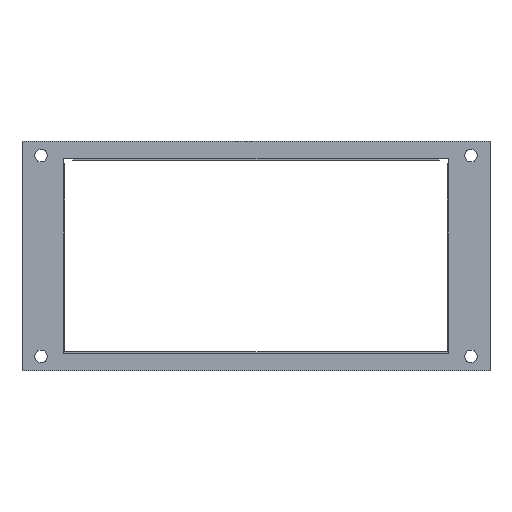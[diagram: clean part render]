
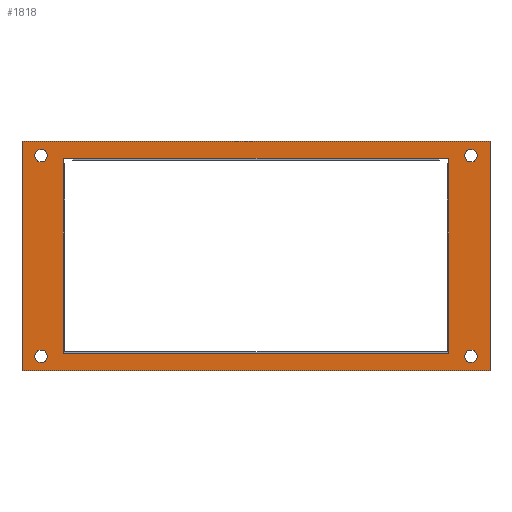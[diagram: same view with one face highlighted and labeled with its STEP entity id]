
A CAD part, top view. The second image highlights one B-rep face of the part: STEP entity #1818.
In plain terms, the highlighted planar face has unit normal (0, 0, 1).
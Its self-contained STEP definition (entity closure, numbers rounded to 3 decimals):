
#10 = LINE ( 'NONE', #4256, #1104 ) ;
#27 = DIRECTION ( 'NONE',  ( 0., 0., 1. ) ) ;
#30 = EDGE_CURVE ( 'NONE', #388, #388, #2593, .T. ) ;
#71 = CARTESIAN_POINT ( 'NONE',  ( -96., 51.01, 0.8 ) ) ;
#74 = CARTESIAN_POINT ( 'NONE',  ( 109.25, 52.5, 0.8 ) ) ;
#127 = VERTEX_POINT ( 'NONE', #74 ) ;
#176 = VERTEX_POINT ( 'NONE', #2225 ) ;
#183 = EDGE_LOOP ( 'NONE', ( #1859 ) ) ;
#209 = VECTOR ( 'NONE', #4269, 1000. ) ;
#221 = EDGE_CURVE ( 'NONE', #262, #262, #407, .T. ) ;
#241 = EDGE_CURVE ( 'NONE', #2569, #2603, #10, .T. ) ;
#262 = VERTEX_POINT ( 'NONE', #1613 ) ;
#358 = ORIENTED_EDGE ( 'NONE', *, *, #2015, .T. ) ;
#370 = CARTESIAN_POINT ( 'NONE',  ( -122.5, 60., 0.8 ) ) ;
#371 = CARTESIAN_POINT ( 'NONE',  ( 112.5, 52.5, 0.8 ) ) ;
#388 = VERTEX_POINT ( 'NONE', #3787 ) ;
#391 = CARTESIAN_POINT ( 'NONE',  ( 96., 51.01, 0.8 ) ) ;
#407 = CIRCLE ( 'NONE', #3998, 3.25 ) ;
#411 = EDGE_LOOP ( 'NONE', ( #3266 ) ) ;
#414 = EDGE_CURVE ( 'NONE', #3282, #2569, #2755, .T. ) ;
#435 = ORIENTED_EDGE ( 'NONE', *, *, #2876, .T. ) ;
#445 = ORIENTED_EDGE ( 'NONE', *, *, #3235, .F. ) ;
#446 = CARTESIAN_POINT ( 'NONE',  ( 101., 51., 0.8 ) ) ;
#453 = FACE_BOUND ( 'NONE', #411, .T. ) ;
#463 = VECTOR ( 'NONE', #3094, 1000. ) ;
#481 = EDGE_LOOP ( 'NONE', ( #445, #2539, #1160, #3519, #2546, #1180, #1883, #4546, #3567, #486 ) ) ;
#485 = CARTESIAN_POINT ( 'NONE',  ( 96., 51., 0.8 ) ) ;
#486 = ORIENTED_EDGE ( 'NONE', *, *, #1175, .F. ) ;
#533 = VECTOR ( 'NONE', #4211, 1000. ) ;
#588 = EDGE_CURVE ( 'NONE', #1165, #2684, #4343, .T. ) ;
#595 = DIRECTION ( 'NONE',  ( 0., 0., 1. ) ) ;
#611 = DIRECTION ( 'NONE',  ( 1., 0., 0. ) ) ;
#613 = CARTESIAN_POINT ( 'NONE',  ( -112.5, 52.5, 0.8 ) ) ;
#636 = VERTEX_POINT ( 'NONE', #370 ) ;
#657 = EDGE_CURVE ( 'NONE', #3038, #1910, #2014, .T. ) ;
#708 = FACE_BOUND ( 'NONE', #481, .T. ) ;
#747 = EDGE_CURVE ( 'NONE', #1573, #1165, #3474, .T. ) ;
#766 = DIRECTION ( 'NONE',  ( -1., 0., 0. ) ) ;
#873 = VECTOR ( 'NONE', #3505, 1000. ) ;
#906 = CARTESIAN_POINT ( 'NONE',  ( -122.5, -60., 0.8 ) ) ;
#1022 = CARTESIAN_POINT ( 'NONE',  ( 122.5, -60., 0.8 ) ) ;
#1066 = CARTESIAN_POINT ( 'NONE',  ( 112.5, -52.5, 0.8 ) ) ;
#1075 = LINE ( 'NONE', #3713, #1930 ) ;
#1079 = VECTOR ( 'NONE', #1296, 1000. ) ;
#1103 = ORIENTED_EDGE ( 'NONE', *, *, #30, .F. ) ;
#1104 = VECTOR ( 'NONE', #4527, 1000. ) ;
#1137 = LINE ( 'NONE', #1825, #2062 ) ;
#1160 = ORIENTED_EDGE ( 'NONE', *, *, #241, .F. ) ;
#1165 = VERTEX_POINT ( 'NONE', #3767 ) ;
#1175 = EDGE_CURVE ( 'NONE', #1280, #1573, #4699, .T. ) ;
#1180 = ORIENTED_EDGE ( 'NONE', *, *, #657, .F. ) ;
#1187 = VERTEX_POINT ( 'NONE', #2378 ) ;
#1224 = EDGE_LOOP ( 'NONE', ( #4425 ) ) ;
#1280 = VERTEX_POINT ( 'NONE', #71 ) ;
#1296 = DIRECTION ( 'NONE',  ( 1., 0., 0. ) ) ;
#1329 = CARTESIAN_POINT ( 'NONE',  ( -122.5, 60., 0.8 ) ) ;
#1384 = CARTESIAN_POINT ( 'NONE',  ( 122.5, 60., 0.8 ) ) ;
#1410 = AXIS2_PLACEMENT_3D ( 'NONE', #1971, #27, #2698 ) ;
#1473 = LINE ( 'NONE', #1384, #4226 ) ;
#1483 = FACE_BOUND ( 'NONE', #1554, .T. ) ;
#1554 = EDGE_LOOP ( 'NONE', ( #1103 ) ) ;
#1573 = VERTEX_POINT ( 'NONE', #4583 ) ;
#1613 = CARTESIAN_POINT ( 'NONE',  ( -109.25, 52.5, 0.8 ) ) ;
#1772 = DIRECTION ( 'NONE',  ( 0., 1., 0. ) ) ;
#1788 = VECTOR ( 'NONE', #3044, 1000. ) ;
#1818 = ADVANCED_FACE ( 'NONE', ( #1483, #2468, #3407, #453, #4234, #708 ), #4443, .T. ) ;
#1825 = CARTESIAN_POINT ( 'NONE',  ( 96., 51., 0.8 ) ) ;
#1859 = ORIENTED_EDGE ( 'NONE', *, *, #221, .F. ) ;
#1868 = CARTESIAN_POINT ( 'NONE',  ( -112.5, -52.5, 0.8 ) ) ;
#1879 = LINE ( 'NONE', #2783, #873 ) ;
#1883 = ORIENTED_EDGE ( 'NONE', *, *, #4646, .F. ) ;
#1888 = LINE ( 'NONE', #2312, #3684 ) ;
#1910 = VERTEX_POINT ( 'NONE', #4498 ) ;
#1916 = DIRECTION ( 'NONE',  ( 0., 1., 0. ) ) ;
#1930 = VECTOR ( 'NONE', #2294, 1000. ) ;
#1971 = CARTESIAN_POINT ( 'NONE',  ( -122.5, -60., 0.8 ) ) ;
#2014 = LINE ( 'NONE', #4233, #209 ) ;
#2015 = EDGE_CURVE ( 'NONE', #636, #4535, #3464, .T. ) ;
#2062 = VECTOR ( 'NONE', #1916, 1000. ) ;
#2078 = DIRECTION ( 'NONE',  ( 0., -1., 0. ) ) ;
#2172 = CARTESIAN_POINT ( 'NONE',  ( -122.5, -60., 0.8 ) ) ;
#2225 = CARTESIAN_POINT ( 'NONE',  ( 122.5, 60., 0.8 ) ) ;
#2240 = DIRECTION ( 'NONE',  ( -1., 0., 0. ) ) ;
#2294 = DIRECTION ( 'NONE',  ( -1., 0., 0. ) ) ;
#2312 = CARTESIAN_POINT ( 'NONE',  ( -101., -51., 0.8 ) ) ;
#2378 = CARTESIAN_POINT ( 'NONE',  ( -115.75, -52.5, 0.8 ) ) ;
#2414 = DIRECTION ( 'NONE',  ( 0., 1., 0. ) ) ;
#2465 = CARTESIAN_POINT ( 'NONE',  ( -122.5, 60., 0.8 ) ) ;
#2468 = FACE_BOUND ( 'NONE', #183, .T. ) ;
#2511 = ORIENTED_EDGE ( 'NONE', *, *, #2778, .T. ) ;
#2524 = VECTOR ( 'NONE', #2078, 1000. ) ;
#2539 = ORIENTED_EDGE ( 'NONE', *, *, #4585, .F. ) ;
#2546 = ORIENTED_EDGE ( 'NONE', *, *, #3527, .F. ) ;
#2569 = VERTEX_POINT ( 'NONE', #446 ) ;
#2571 = VECTOR ( 'NONE', #4224, 1000. ) ;
#2593 = CIRCLE ( 'NONE', #3467, 3.25 ) ;
#2603 = VERTEX_POINT ( 'NONE', #485 ) ;
#2645 = EDGE_CURVE ( 'NONE', #4535, #3678, #3008, .T. ) ;
#2666 = DIRECTION ( 'NONE',  ( 1., 0., 0. ) ) ;
#2684 = VERTEX_POINT ( 'NONE', #4523 ) ;
#2698 = DIRECTION ( 'NONE',  ( 1., 0., 0. ) ) ;
#2755 = LINE ( 'NONE', #3167, #3603 ) ;
#2772 = DIRECTION ( 'NONE',  ( 0., 0., 1. ) ) ;
#2778 = EDGE_CURVE ( 'NONE', #176, #636, #3836, .T. ) ;
#2783 = CARTESIAN_POINT ( 'NONE',  ( -101., -51., 0.8 ) ) ;
#2802 = CARTESIAN_POINT ( 'NONE',  ( -96., 51.01, 0.8 ) ) ;
#2851 = CIRCLE ( 'NONE', #3886, 3.25 ) ;
#2853 = CARTESIAN_POINT ( 'NONE',  ( -101., 51., 0.8 ) ) ;
#2876 = EDGE_CURVE ( 'NONE', #3678, #176, #1473, .T. ) ;
#2985 = DIRECTION ( 'NONE',  ( 0., 0., 1. ) ) ;
#3008 = LINE ( 'NONE', #906, #1079 ) ;
#3038 = VERTEX_POINT ( 'NONE', #3286 ) ;
#3044 = DIRECTION ( 'NONE',  ( 0., -1., 0. ) ) ;
#3070 = EDGE_CURVE ( 'NONE', #1187, #1187, #2851, .T. ) ;
#3094 = DIRECTION ( 'NONE',  ( 0., -1., 0. ) ) ;
#3167 = CARTESIAN_POINT ( 'NONE',  ( 101., 51., 0.8 ) ) ;
#3176 = EDGE_CURVE ( 'NONE', #127, #127, #4169, .T. ) ;
#3235 = EDGE_CURVE ( 'NONE', #4621, #1280, #1075, .T. ) ;
#3244 = ORIENTED_EDGE ( 'NONE', *, *, #2645, .T. ) ;
#3263 = DIRECTION ( 'NONE',  ( 1., 0., 0. ) ) ;
#3266 = ORIENTED_EDGE ( 'NONE', *, *, #3176, .F. ) ;
#3282 = VERTEX_POINT ( 'NONE', #4075 ) ;
#3286 = CARTESIAN_POINT ( 'NONE',  ( -100.8, -51., 0.8 ) ) ;
#3407 = FACE_OUTER_BOUND ( 'NONE', #3813, .T. ) ;
#3464 = LINE ( 'NONE', #1329, #2524 ) ;
#3467 = AXIS2_PLACEMENT_3D ( 'NONE', #1066, #2772, #3263 ) ;
#3474 = LINE ( 'NONE', #4363, #533 ) ;
#3505 = DIRECTION ( 'NONE',  ( 1., 0., 0. ) ) ;
#3519 = ORIENTED_EDGE ( 'NONE', *, *, #414, .F. ) ;
#3527 = EDGE_CURVE ( 'NONE', #1910, #3282, #1879, .T. ) ;
#3567 = ORIENTED_EDGE ( 'NONE', *, *, #747, .F. ) ;
#3603 = VECTOR ( 'NONE', #2414, 1000. ) ;
#3678 = VERTEX_POINT ( 'NONE', #1022 ) ;
#3684 = VECTOR ( 'NONE', #2666, 1000. ) ;
#3713 = CARTESIAN_POINT ( 'NONE',  ( 96., 51.01, 0.8 ) ) ;
#3767 = CARTESIAN_POINT ( 'NONE',  ( -101., 51., 0.8 ) ) ;
#3787 = CARTESIAN_POINT ( 'NONE',  ( 115.75, -52.5, 0.8 ) ) ;
#3813 = EDGE_LOOP ( 'NONE', ( #358, #3244, #435, #2511 ) ) ;
#3836 = LINE ( 'NONE', #2465, #2571 ) ;
#3886 = AXIS2_PLACEMENT_3D ( 'NONE', #1868, #4348, #2240 ) ;
#3998 = AXIS2_PLACEMENT_3D ( 'NONE', #613, #595, #611 ) ;
#4075 = CARTESIAN_POINT ( 'NONE',  ( 101., -51., 0.8 ) ) ;
#4127 = AXIS2_PLACEMENT_3D ( 'NONE', #371, #2985, #766 ) ;
#4169 = CIRCLE ( 'NONE', #4127, 3.25 ) ;
#4211 = DIRECTION ( 'NONE',  ( -1., 0., 0. ) ) ;
#4224 = DIRECTION ( 'NONE',  ( -1., 0., 0. ) ) ;
#4226 = VECTOR ( 'NONE', #1772, 1000. ) ;
#4233 = CARTESIAN_POINT ( 'NONE',  ( -101., -51., 0.8 ) ) ;
#4234 = FACE_BOUND ( 'NONE', #1224, .T. ) ;
#4256 = CARTESIAN_POINT ( 'NONE',  ( -101., 51., 0.8 ) ) ;
#4269 = DIRECTION ( 'NONE',  ( 1., 0., 0. ) ) ;
#4343 = LINE ( 'NONE', #2853, #463 ) ;
#4348 = DIRECTION ( 'NONE',  ( 0., 0., 1. ) ) ;
#4363 = CARTESIAN_POINT ( 'NONE',  ( -101., 51., 0.8 ) ) ;
#4425 = ORIENTED_EDGE ( 'NONE', *, *, #3070, .F. ) ;
#4443 = PLANE ( 'NONE',  #1410 ) ;
#4498 = CARTESIAN_POINT ( 'NONE',  ( 100.8, -51., 0.8 ) ) ;
#4523 = CARTESIAN_POINT ( 'NONE',  ( -101., -51., 0.8 ) ) ;
#4527 = DIRECTION ( 'NONE',  ( -1., 0., 0. ) ) ;
#4535 = VERTEX_POINT ( 'NONE', #2172 ) ;
#4546 = ORIENTED_EDGE ( 'NONE', *, *, #588, .F. ) ;
#4583 = CARTESIAN_POINT ( 'NONE',  ( -96., 51., 0.8 ) ) ;
#4585 = EDGE_CURVE ( 'NONE', #2603, #4621, #1137, .T. ) ;
#4621 = VERTEX_POINT ( 'NONE', #391 ) ;
#4646 = EDGE_CURVE ( 'NONE', #2684, #3038, #1888, .T. ) ;
#4699 = LINE ( 'NONE', #2802, #1788 ) ;
